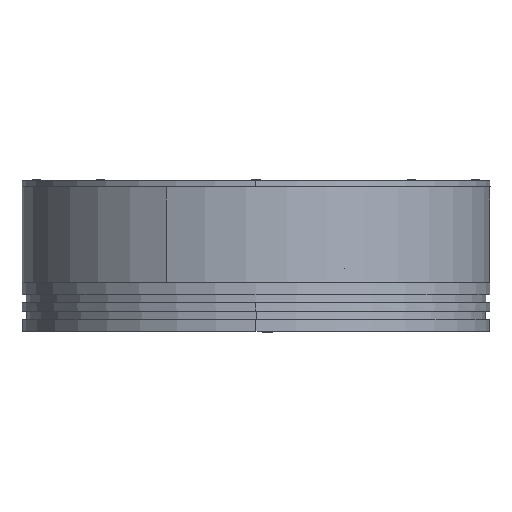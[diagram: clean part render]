
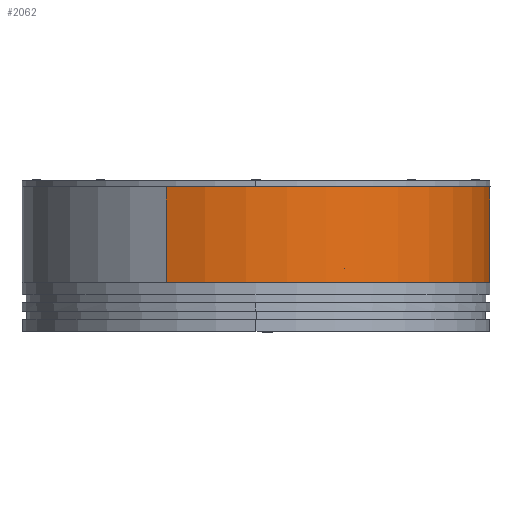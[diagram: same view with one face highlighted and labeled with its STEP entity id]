
A CAD part, left-side view. The second image highlights one B-rep face of the part: STEP entity #2062.
In plain terms, the highlighted cylindrical face has radius 57.5 mm (diameter 115 mm), a partial arc.
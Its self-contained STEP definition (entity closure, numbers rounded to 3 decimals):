
#2062=ADVANCED_FACE('',(#4142),#4143,.T.);
#4142=FACE_OUTER_BOUND('',#6556,.T.);
#4143=CYLINDRICAL_SURFACE('',#6557,57.5);
#6556=EDGE_LOOP('',(#11940,#11941,#11942,#11943));
#6557=AXIS2_PLACEMENT_3D('',#11944,#11945,#11946);
#11940=ORIENTED_EDGE('',*,*,#15738,.T.);
#11941=ORIENTED_EDGE('',*,*,#15743,.T.);
#11942=ORIENTED_EDGE('',*,*,#15740,.T.);
#11943=ORIENTED_EDGE('',*,*,#15744,.F.);
#11944=CARTESIAN_POINT('',(0.,0.,0.0));
#11945=DIRECTION('',(0.,0.,-1.0));
#11946=DIRECTION('',(1.0,0.,0.0));
#15738=EDGE_CURVE('',#19445,#19446,#19447,.T.);
#15740=EDGE_CURVE('',#19450,#19448,#19451,.T.);
#15743=EDGE_CURVE('',#19446,#19450,#19454,.T.);
#15744=EDGE_CURVE('',#19445,#19448,#19455,.T.);
#19445=VERTEX_POINT('',#26581);
#19446=VERTEX_POINT('',#26582);
#19447=LINE('',#26583,#26584);
#19448=VERTEX_POINT('',#26585);
#19450=VERTEX_POINT('',#26587);
#19451=LINE('',#26588,#26589);
#19454=CIRCLE('',#26592,57.5);
#19455=CIRCLE('',#26593,57.5);
#26581=CARTESIAN_POINT('',(-57.5,0.,23.5));
#26582=CARTESIAN_POINT('',(-57.5,0.,0.0));
#26583=CARTESIAN_POINT('',(-57.5,0.,0.));
#26584=VECTOR('',#29608,1.0);
#26585=CARTESIAN_POINT('',(57.5,0.0,23.5));
#26587=CARTESIAN_POINT('',(57.5,0.0,0.0));
#26588=CARTESIAN_POINT('',(57.5,0.,0.0));
#26589=VECTOR('',#29612,23.5);
#26592=AXIS2_PLACEMENT_3D('',#29616,#29617,#29618);
#26593=AXIS2_PLACEMENT_3D('',#29619,#29620,#29621);
#29608=DIRECTION('',(0.,0.,-1.0));
#29612=DIRECTION('',(0.0,0.0,1.0));
#29616=CARTESIAN_POINT('',(0.,0.0,0.0));
#29617=DIRECTION('',(0.0,0.0,1.0));
#29618=DIRECTION('',(1.0,0.0,0.0));
#29619=CARTESIAN_POINT('',(0.,0.0,23.5));
#29620=DIRECTION('',(0.0,0.0,1.0));
#29621=DIRECTION('',(1.0,0.0,0.0));
